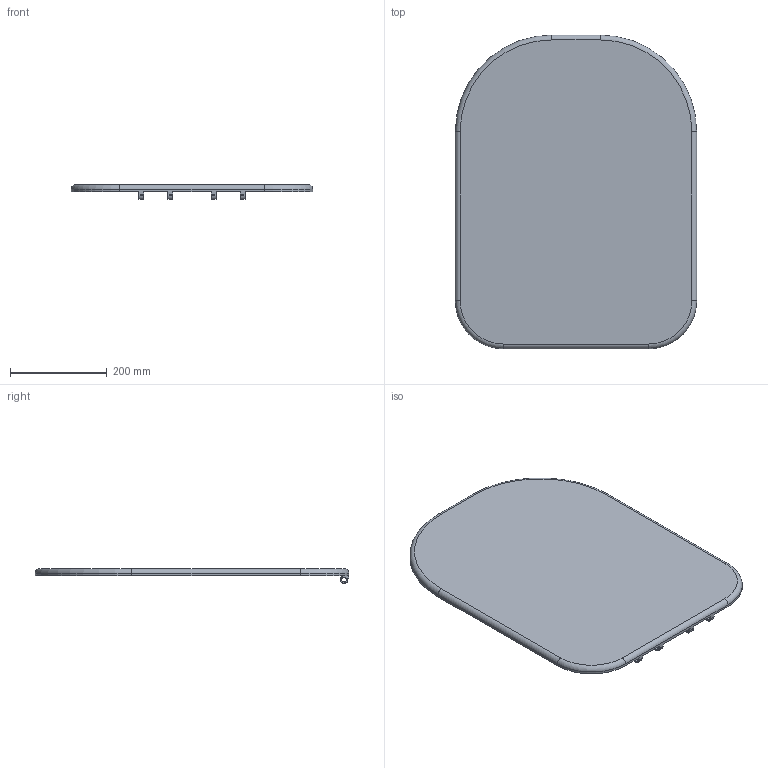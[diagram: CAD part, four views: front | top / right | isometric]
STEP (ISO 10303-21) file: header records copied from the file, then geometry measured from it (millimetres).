
FILE_DESCRIPTION (( 'STEP AP214' ), '1' );
FILE_NAME ('RTapa Sup M3.STEP', '2022-09-05T13:00:19', ( '' ), ( '' ), 'SwSTEP 2.0', 'SolidWorks 2020', '' );
FILE_SCHEMA (( 'AUTOMOTIVE_DESIGN' ));
Length unit declared in the file: millimetre
Products named in the file (1): RTapa Sup M3
Bounding box: 500 x 650 x 31 mm (x, y, z)
Volume: 4103628.8 mm3; surface area: 641387.8 mm2
Topology: 1 solids, 1 shells, 58 faces, 154 edges, 100 vertices
Faces by surface type: plane 28, cylinder 26, torus 4
Entity records: 1860 total; most frequent: DIRECTION 328, CARTESIAN_POINT 313, ORIENTED_EDGE 308, EDGE_CURVE 154, AXIS2_PLACEMENT_3D 115, VERTEX_POINT 100, VECTOR 98, LINE 98
